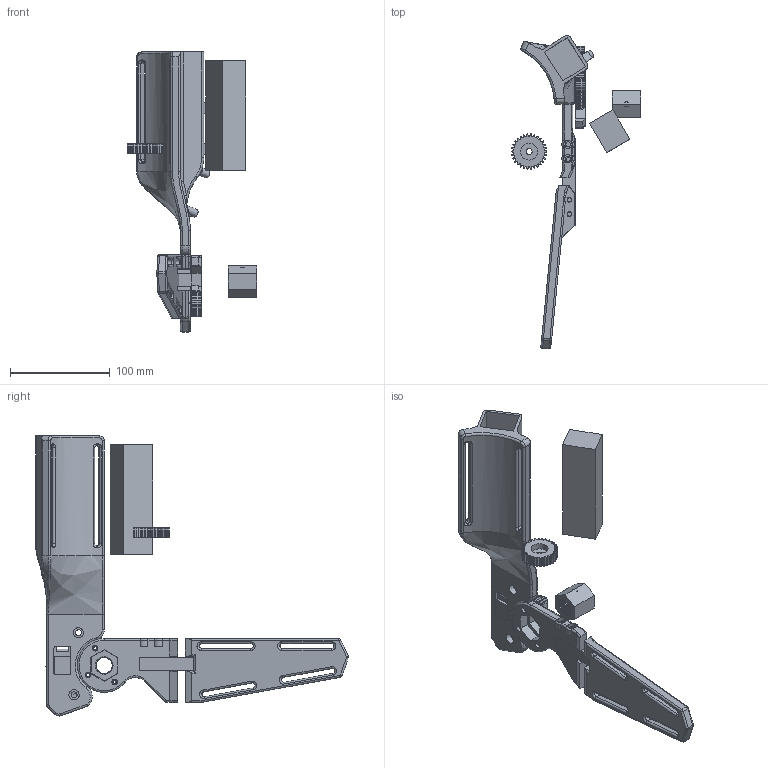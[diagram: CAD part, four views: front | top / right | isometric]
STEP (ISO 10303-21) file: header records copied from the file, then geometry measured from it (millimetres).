
FILE_DESCRIPTION(/* description */ (''),/* implementation_level */ '2;1');
FILE_NAME(/* name */ 'exo v13.step',/* time_stamp */ '2019-08-26T12:12:17+02:00',/* author */ (''),/* organization */ (''),/* preprocessor_version */ 'ST-DEVELOPER v18',/* originating_system */ 'Autodesk Translation Framework v8.6.0.1094',/* authorisation */ '');
FILE_SCHEMA (('AUTOMOTIVE_DESIGN { 1 0 10303 214 3 1 1 }'));
Products named in the file (12): exo; motor mount; potentiometer v1 v1; Spur Gear (25 teeth) (1); Spur Gear (44 teeth); Spur Gear (28 teeth); Spur Gear (30 teeth); forearm; upperarm; straingauge v2; Component24; battery
Assembly tree (11 placements, depth 3):
  exo
    motor mount
    potentiometer v1 v1
    Spur Gear (25 teeth) (1)
    Spur Gear (44 teeth)
    Spur Gear (28 teeth)
    Spur Gear (30 teeth)
    forearm
    upperarm
    straingauge v2
      Component24
    battery
Bounding box: 129.33 x 313.51 x 280.65 mm (x, y, z)
Volume: 481368.5 mm3; surface area: 148198.7 mm2
Topology: 11 solids, 11 shells, 1079 faces, 2953 edges, 1913 vertices
Faces by surface type: bspline 511, cylinder 299, plane 217, torus 52
Full cylindrical faces by diameter (mm): 3 x4, 3.25 x6, 4.2 x2, 4.8 x2, 5 x2, 5.3 x2, 5.5 x3, 5.7 x1, 6 x5, 8 x2, 8.3 x2, 10.1 x1, 10.25 x2, 10.5 x1, 16.5 x1, 17 x2
Entity records: 66271 total; most frequent: CARTESIAN_POINT 41745, ORIENTED_EDGE 5900, DIRECTION 3705, EDGE_CURVE 2950, VERTEX_POINT 1913, AXIS2_PLACEMENT_3D 1262, LINE 1181, VECTOR 1181
